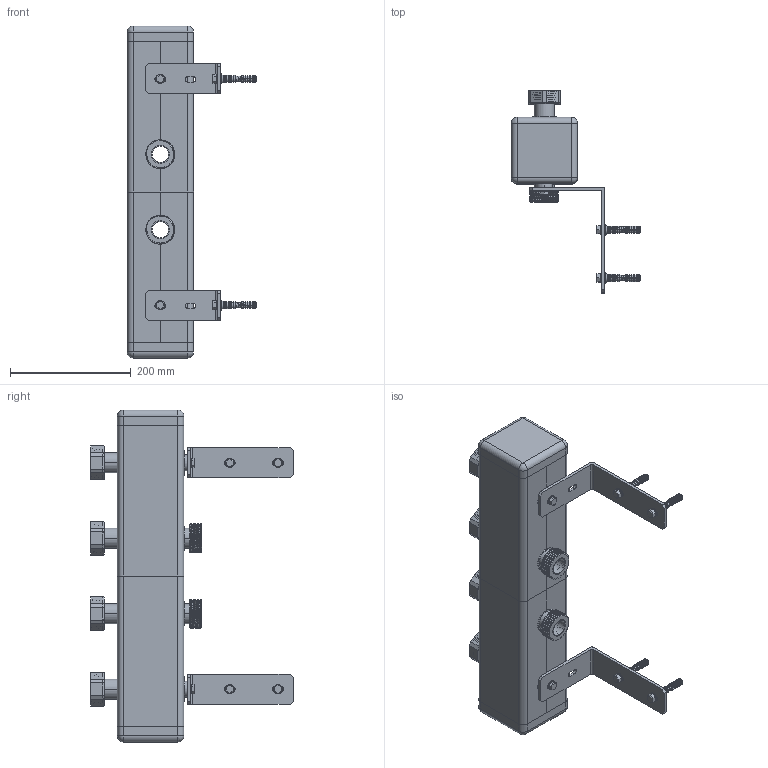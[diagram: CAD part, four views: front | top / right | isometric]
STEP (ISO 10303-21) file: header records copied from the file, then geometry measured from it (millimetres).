
FILE_DESCRIPTION((''),'2;1');
FILE_NAME('08_013_201_ASM','2018-01-24T',('Uros.Kriznik'),('Audax d.o.o.'),'CREO PARAMETRIC BY PTC INC, 2017020','CREO PARAMETRIC BY PTC INC, 2017020','');
FILE_SCHEMA(('CONFIG_CONTROL_DESIGN'));
Products named in the file (22): 08_013_006; 08_013_007; 08_013_004; 08_001_025; 08_013_005; 08_013_008; 08_001_017; 08_001_018; 08_001_006; 08_013_016; 08_013_015; IZOLACIJA_VMESNA; BIAL_5IZOLKONCNAEPP60; 08_013_017; NOSILEC_MALI; PODLOZKA_GUMA; PODLOZKA_M8; VIJAK_M8; VIJAK_ZIDNI; VLOZEK_ZIDNI; NOSILEC_MALI_KOMPLET_ASM; 08_013_201_ASM
Assembly tree (44 placements, depth 3):
  08_013_201_ASM
    08_013_006
    08_013_007
    08_013_004
    08_001_025  x2
    08_013_005  x4
    08_013_008  x2
    08_001_017  x4
    08_001_018  x4
    08_001_006  x2
    08_013_016  x2
    08_013_015
    IZOLACIJA_VMESNA  x4
    BIAL_5IZOLKONCNAEPP60  x2
    08_013_017  x2
    NOSILEC_MALI_KOMPLET_ASM  x2
      NOSILEC_MALI
      PODLOZKA_GUMA
      PODLOZKA_M8
      VIJAK_M8
      VIJAK_ZIDNI
      VLOZEK_ZIDNI
Bounding box: 215 x 335 x 550 mm (x, y, z)
Volume: 5229835.2 mm3; surface area: 1095292.5 mm2
Topology: 52 solids, 58 shells, 2132 faces, 5582 edges, 3620 vertices
Faces by surface type: cylinder 960, plane 896, bspline 140, cone 88, torus 40, sphere 8
Entity records: 54568 total; most frequent: CARTESIAN_POINT 36308, ORIENTED_EDGE 3740, DIRECTION 3638, EDGE_CURVE 1874, AXIS2_PLACEMENT_3D 1312, VERTEX_POINT 1217, VECTOR 1014, LINE 1014
